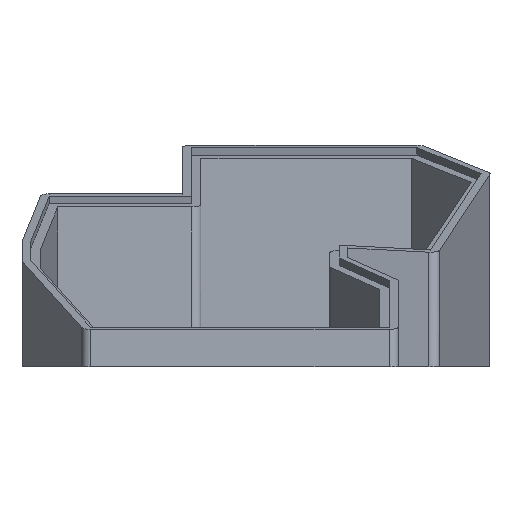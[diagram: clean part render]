
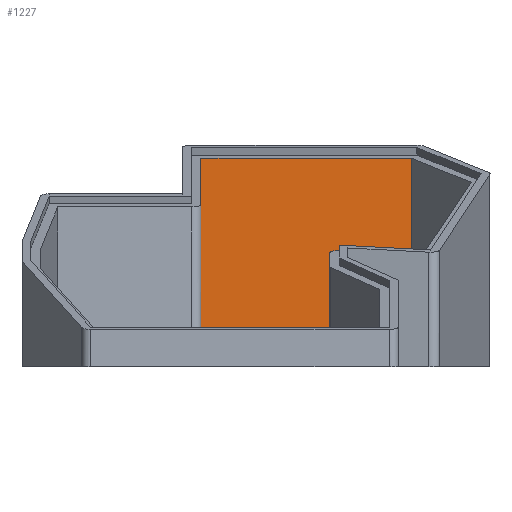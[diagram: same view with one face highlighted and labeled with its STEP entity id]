
A CAD part, left-side view. The second image highlights one B-rep face of the part: STEP entity #1227.
In plain terms, the highlighted planar face has unit normal (-1, 0, 0).
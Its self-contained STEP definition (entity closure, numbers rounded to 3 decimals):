
#300 = VERTEX_POINT('',#301);
#301 = CARTESIAN_POINT('',(83.001,-5.,0.));
#307 = EDGE_CURVE('',#300,#308,#310,.T.);
#308 = VERTEX_POINT('',#309);
#309 = CARTESIAN_POINT('',(83.001,-50.923,0.));
#310 = LINE('',#311,#312);
#311 = CARTESIAN_POINT('',(83.001,-5.,0.));
#312 = VECTOR('',#313,1.);
#313 = DIRECTION('',(0.,-1.,0.));
#1210 = VERTEX_POINT('',#1211);
#1211 = CARTESIAN_POINT('',(83.001,-5.,45.48));
#1217 = EDGE_CURVE('',#300,#1210,#1218,.T.);
#1218 = LINE('',#1219,#1220);
#1219 = CARTESIAN_POINT('',(83.001,-5.,0.));
#1220 = VECTOR('',#1221,1.);
#1221 = DIRECTION('',(0.,0.,1.));
#1227 = ADVANCED_FACE('',(#1228),#1246,.F.);
#1228 = FACE_BOUND('',#1229,.F.);
#1229 = EDGE_LOOP('',(#1230,#1231,#1232,#1240));
#1230 = ORIENTED_EDGE('',*,*,#307,.F.);
#1231 = ORIENTED_EDGE('',*,*,#1217,.T.);
#1232 = ORIENTED_EDGE('',*,*,#1233,.T.);
#1233 = EDGE_CURVE('',#1210,#1234,#1236,.T.);
#1234 = VERTEX_POINT('',#1235);
#1235 = CARTESIAN_POINT('',(83.001,-50.923,
    45.48));
#1236 = LINE('',#1237,#1238);
#1237 = CARTESIAN_POINT('',(83.001,-11.116,
    45.48));
#1238 = VECTOR('',#1239,1.);
#1239 = DIRECTION('',(0.,-1.,0.));
#1240 = ORIENTED_EDGE('',*,*,#1241,.F.);
#1241 = EDGE_CURVE('',#308,#1234,#1242,.T.);
#1242 = LINE('',#1243,#1244);
#1243 = CARTESIAN_POINT('',(83.001,-50.923,0.));
#1244 = VECTOR('',#1245,1.);
#1245 = DIRECTION('',(0.,0.,1.));
#1246 = PLANE('',#1247);
#1247 = AXIS2_PLACEMENT_3D('',#1248,#1249,#1250);
#1248 = CARTESIAN_POINT('',(83.001,-5.,0.));
#1249 = DIRECTION('',(1.,0.,0.));
#1250 = DIRECTION('',(0.,-1.,0.));
